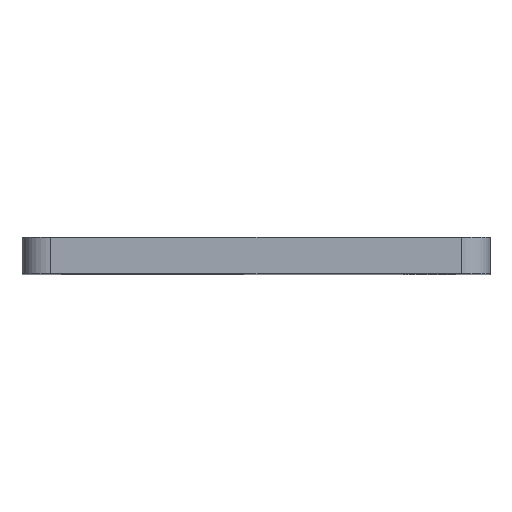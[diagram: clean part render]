
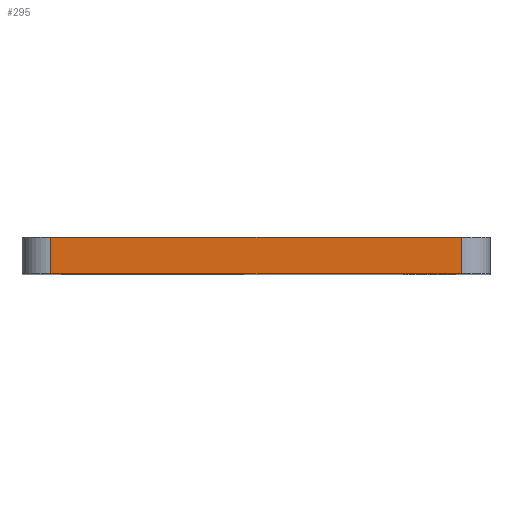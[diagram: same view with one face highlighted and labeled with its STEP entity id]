
A CAD part, top view. The second image highlights one B-rep face of the part: STEP entity #295.
In plain terms, the highlighted planar face has unit normal (0, 0, 1).
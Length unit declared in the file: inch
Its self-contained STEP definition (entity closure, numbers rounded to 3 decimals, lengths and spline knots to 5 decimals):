
#16 = CARTESIAN_POINT ( 'NONE',  ( -0.35433, -0.09843, 0.7815 ) ) ;
#26 = CARTESIAN_POINT ( 'NONE',  ( 0.83858, -0.09843, 0.7815 ) ) ;
#29 = DIRECTION ( 'NONE',  ( 1., 0., 0. ) ) ;
#91 = VERTEX_POINT ( 'NONE', #593 ) ;
#109 = DIRECTION ( 'NONE',  ( 0., 1., 0. ) ) ;
#113 = CARTESIAN_POINT ( 'NONE',  ( 0.83858, -0.09843, 0.7815 ) ) ;
#142 = FACE_OUTER_BOUND ( 'NONE', #427, .T. ) ;
#148 = PLANE ( 'NONE',  #380 ) ;
#187 = CARTESIAN_POINT ( 'NONE',  ( -0.35433, -0.09843, 0.7815 ) ) ;
#191 = ORIENTED_EDGE ( 'NONE', *, *, #842, .T. ) ;
#270 = ORIENTED_EDGE ( 'NONE', *, *, #708, .F. ) ;
#294 = VERTEX_POINT ( 'NONE', #437 ) ;
#295 = ADVANCED_FACE ( 'NONE', ( #142 ), #148, .T. ) ;
#316 = DIRECTION ( 'NONE',  ( 1., 0., 0. ) ) ;
#323 = LINE ( 'NONE', #187, #765 ) ;
#342 = CARTESIAN_POINT ( 'NONE',  ( -0.27559, -0.09843, 0.7815 ) ) ;
#356 = DIRECTION ( 'NONE',  ( 0., -1., 0. ) ) ;
#368 = EDGE_CURVE ( 'NONE', #746, #91, #453, .T. ) ;
#380 = AXIS2_PLACEMENT_3D ( 'NONE', #16, #639, #839 ) ;
#413 = VERTEX_POINT ( 'NONE', #793 ) ;
#427 = EDGE_LOOP ( 'NONE', ( #191, #737, #270, #728 ) ) ;
#437 = CARTESIAN_POINT ( 'NONE',  ( -0.27559, -0.09843, 0.7815 ) ) ;
#453 = LINE ( 'NONE', #113, #858 ) ;
#553 = LINE ( 'NONE', #342, #748 ) ;
#560 = CARTESIAN_POINT ( 'NONE',  ( -0.35433, 0., 0.7815 ) ) ;
#593 = CARTESIAN_POINT ( 'NONE',  ( 0.83858, 0., 0.7815 ) ) ;
#630 = EDGE_CURVE ( 'NONE', #413, #294, #553, .T. ) ;
#639 = DIRECTION ( 'NONE',  ( 0., 0., 1. ) ) ;
#708 = EDGE_CURVE ( 'NONE', #413, #91, #834, .T. ) ;
#728 = ORIENTED_EDGE ( 'NONE', *, *, #630, .T. ) ;
#737 = ORIENTED_EDGE ( 'NONE', *, *, #368, .T. ) ;
#746 = VERTEX_POINT ( 'NONE', #26 ) ;
#748 = VECTOR ( 'NONE', #356, 39.37008 ) ;
#765 = VECTOR ( 'NONE', #316, 39.37008 ) ;
#793 = CARTESIAN_POINT ( 'NONE',  ( -0.27559, 0., 0.7815 ) ) ;
#822 = VECTOR ( 'NONE', #29, 39.37008 ) ;
#834 = LINE ( 'NONE', #560, #822 ) ;
#839 = DIRECTION ( 'NONE',  ( 1., 0., 0. ) ) ;
#842 = EDGE_CURVE ( 'NONE', #294, #746, #323, .T. ) ;
#858 = VECTOR ( 'NONE', #109, 39.37008 ) ;
